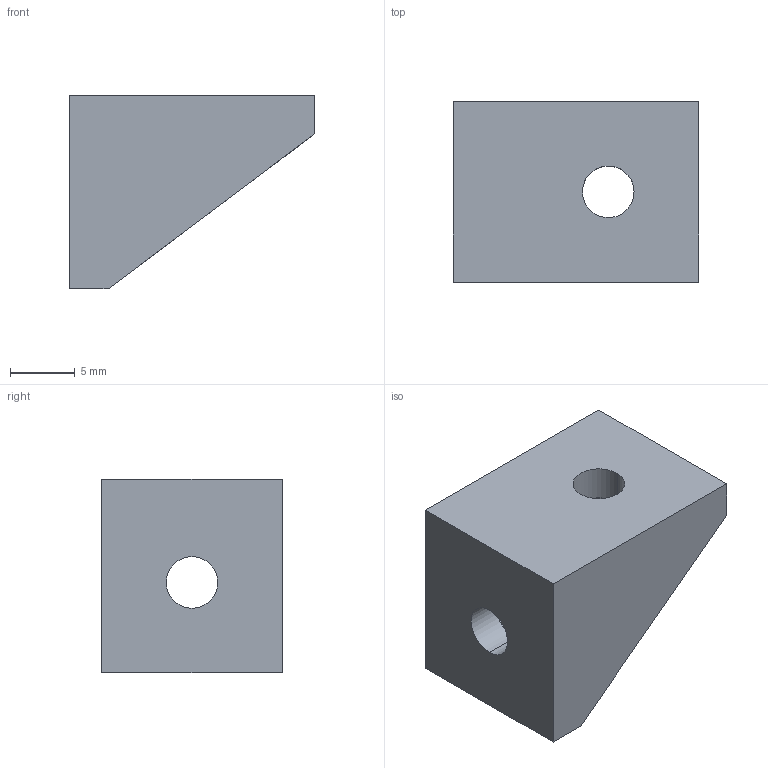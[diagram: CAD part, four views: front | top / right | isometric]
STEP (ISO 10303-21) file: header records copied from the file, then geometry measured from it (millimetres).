
FILE_DESCRIPTION (( 'STEP AP203' ), '1' );
FILE_NAME ('1204-0001-0002.STEP', '2018-01-10T15:29:54', ( '' ), ( '' ), 'SwSTEP 2.0', 'SolidWorks 2016', '' );
FILE_SCHEMA (( 'CONFIG_CONTROL_DESIGN' ));
Length unit declared in the file: millimetre
Products named in the file (1): 1204-0001-0002
Bounding box: 19 x 14 x 15 mm (x, y, z)
Volume: 2001.7 mm3; surface area: 1498.2 mm2
Topology: 1 solids, 1 shells, 20 faces, 48 edges, 31 vertices
Faces by surface type: cylinder 11, plane 9
Entity records: 668 total; most frequent: CARTESIAN_POINT 142, ORIENTED_EDGE 96, DIRECTION 89, EDGE_CURVE 48, AXIS2_PLACEMENT_3D 33, VERTEX_POINT 31, EDGE_LOOP 25, LINE 23
